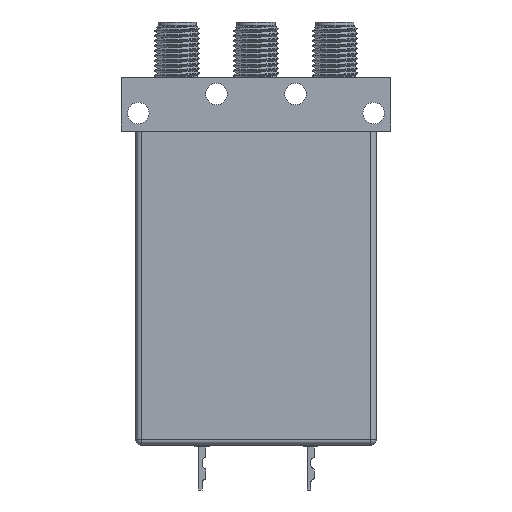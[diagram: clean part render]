
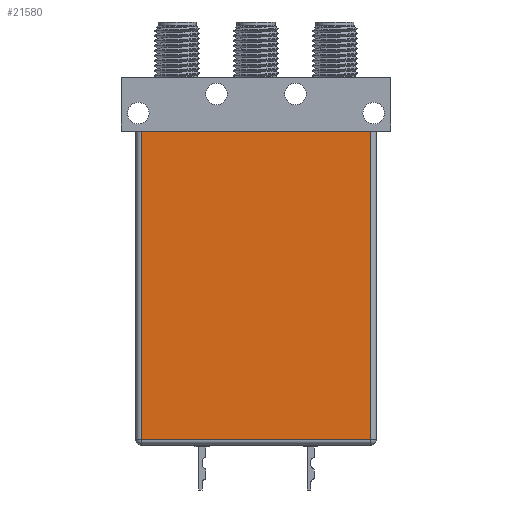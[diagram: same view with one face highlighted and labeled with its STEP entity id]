
A CAD part, front view. The second image highlights one B-rep face of the part: STEP entity #21580.
In plain terms, the highlighted planar face has unit normal (0, -1, 0).
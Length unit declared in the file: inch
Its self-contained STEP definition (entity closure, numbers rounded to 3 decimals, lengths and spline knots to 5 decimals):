
#501 = CARTESIAN_POINT ( 'NONE',  ( -0.64, -0.26, 0.725 ) ) ;
#805 = CARTESIAN_POINT ( 'NONE',  ( 0.64, -0.26, 0.725 ) ) ;
#1891 = CARTESIAN_POINT ( 'NONE',  ( -0.64, -0.26, -0.995 ) ) ;
#2314 = CARTESIAN_POINT ( 'NONE',  ( 0., -0.26, 0. ) ) ;
#2765 = FACE_OUTER_BOUND ( 'NONE', #11581, .T. ) ;
#3000 = VERTEX_POINT ( 'NONE', #501 ) ;
#3507 = ORIENTED_EDGE ( 'NONE', *, *, #25358, .F. ) ;
#4169 = PLANE ( 'NONE',  #5379 ) ;
#5379 = AXIS2_PLACEMENT_3D ( 'NONE', #2314, #18608, #12172 ) ;
#5449 = DIRECTION ( 'NONE',  ( 0., 0., 1. ) ) ;
#5634 = CARTESIAN_POINT ( 'NONE',  ( -0.64, -0.26, -1.025 ) ) ;
#5923 = ORIENTED_EDGE ( 'NONE', *, *, #10833, .T. ) ;
#6049 = CARTESIAN_POINT ( 'NONE',  ( 0.67, -0.26, -0.995 ) ) ;
#6207 = VECTOR ( 'NONE', #12098, 39.37008 ) ;
#7263 = ORIENTED_EDGE ( 'NONE', *, *, #16056, .T. ) ;
#7547 = LINE ( 'NONE', #805, #23691 ) ;
#8781 = LINE ( 'NONE', #18518, #24924 ) ;
#9916 = DIRECTION ( 'NONE',  ( 0., 0., -1. ) ) ;
#10833 = EDGE_CURVE ( 'NONE', #18004, #11543, #25221, .T. ) ;
#11543 = VERTEX_POINT ( 'NONE', #11825 ) ;
#11581 = EDGE_LOOP ( 'NONE', ( #3507, #25962, #5923, #7263 ) ) ;
#11825 = CARTESIAN_POINT ( 'NONE',  ( 0.64, -0.26, -0.995 ) ) ;
#12098 = DIRECTION ( 'NONE',  ( 1., 0., 0. ) ) ;
#12172 = DIRECTION ( 'NONE',  ( 0., 0., -1. ) ) ;
#12641 = VECTOR ( 'NONE', #9916, 39.37008 ) ;
#14434 = DIRECTION ( 'NONE',  ( 1., 0., 0. ) ) ;
#14689 = EDGE_CURVE ( 'NONE', #3000, #18004, #18996, .T. ) ;
#16056 = EDGE_CURVE ( 'NONE', #11543, #25748, #7547, .T. ) ;
#18004 = VERTEX_POINT ( 'NONE', #1891 ) ;
#18518 = CARTESIAN_POINT ( 'NONE',  ( 0., -0.26, 0.725 ) ) ;
#18608 = DIRECTION ( 'NONE',  ( 0., -1., 0. ) ) ;
#18996 = LINE ( 'NONE', #5634, #12641 ) ;
#21251 = CARTESIAN_POINT ( 'NONE',  ( 0.64, -0.26, 0.725 ) ) ;
#21580 = ADVANCED_FACE ( 'NONE', ( #2765 ), #4169, .T. ) ;
#23691 = VECTOR ( 'NONE', #5449, 39.37008 ) ;
#24924 = VECTOR ( 'NONE', #14434, 39.37008 ) ;
#25221 = LINE ( 'NONE', #6049, #6207 ) ;
#25358 = EDGE_CURVE ( 'NONE', #3000, #25748, #8781, .T. ) ;
#25748 = VERTEX_POINT ( 'NONE', #21251 ) ;
#25962 = ORIENTED_EDGE ( 'NONE', *, *, #14689, .T. ) ;
